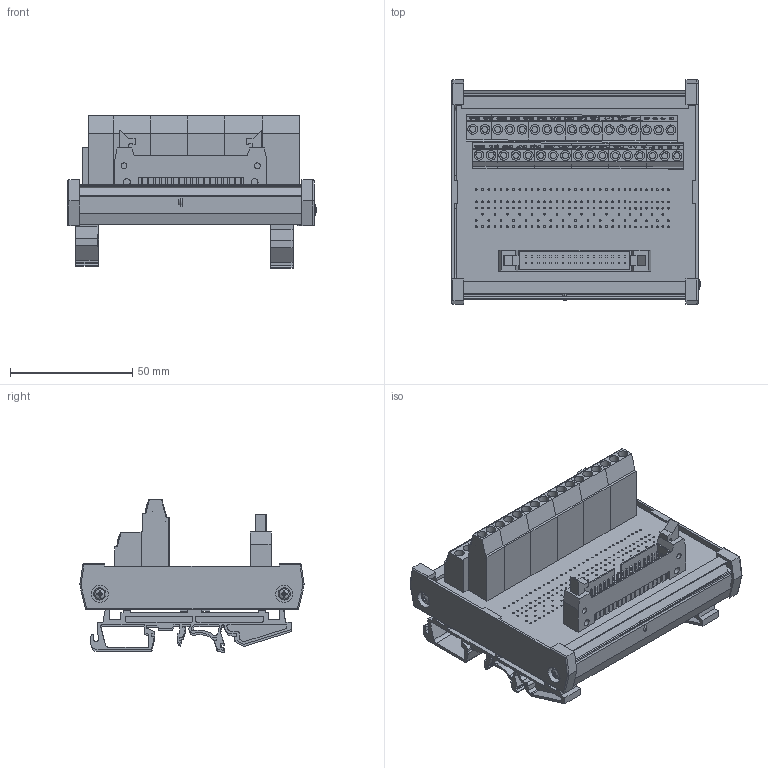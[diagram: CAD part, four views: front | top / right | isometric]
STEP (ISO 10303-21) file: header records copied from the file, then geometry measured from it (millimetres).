
FILE_DESCRIPTION((''),'2;1');
FILE_NAME('FBK34.stp','2015-06-30T10:07:07',('CAD Station'),(''),'Autodesk Inventor 2013','Autodesk Inventor 2013','');
FILE_SCHEMA(('CONFIG_CONTROL_DESIGN'));
Length unit declared in the file: millimetre
Products named in the file (11): FBK_34_Assy; FBK_34; FBK_34_Case; 3 GREEN; 2 GREEN; FBK34-Connecto; BASE LEGS; BASE SIDE; 34LabelEven; 34LABELODD; BS EN ISO 7045 Z - Metric M2.5 x 10 - 4.8 - Z
Assembly tree (20 placements, depth 2):
  FBK_34_Assy
    FBK_34
    FBK_34_Case
    3 GREEN  x5
    2 GREEN
    FBK34-Connecto
    BASE LEGS  x2
    BASE SIDE  x2
    34LabelEven
    34LABELODD
    BS EN ISO 7045 Z - Metric M2.5 x 10 - 4.8 - Z  x5
Bounding box: 101.92 x 91.98 x 62.56 mm (x, y, z)
Volume: 91408.7 mm3; surface area: 100447.4 mm2
Topology: 20 solids, 20 shells, 3369 faces, 9024 edges, 5926 vertices
Faces by surface type: plane 2000, cylinder 674, bspline 585, cone 80, torus 25, sphere 5
Full cylindrical faces by diameter (mm): 0.7 x199, 1.5 x34, 2.256 x5, 2.4 x2, 2.5 x39, 2.8 x2, 3.2 x4, 4 x34, 7 x4, 9 x4
Entity records: 83867 total; most frequent: CARTESIAN_POINT 21528, ORIENTED_EDGE 13174, DIRECTION 10205, EDGE_CURVE 6587, VERTEX_POINT 4528, VECTOR 4491, LINE 4491, EDGE_LOOP 3471
